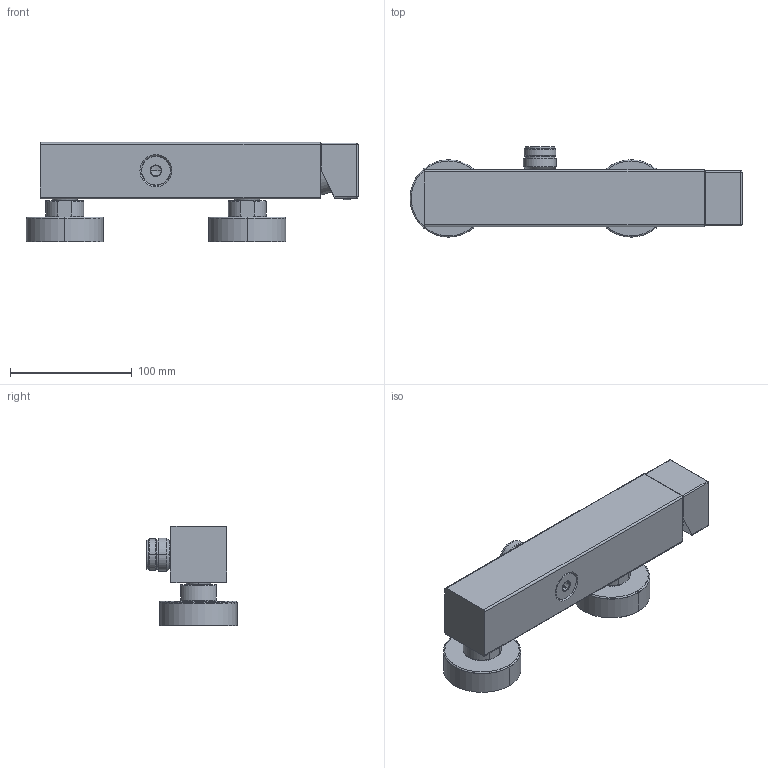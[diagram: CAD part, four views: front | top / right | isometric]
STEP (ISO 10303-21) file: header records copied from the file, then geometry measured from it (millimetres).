
FILE_DESCRIPTION((''),'2;1');
FILE_NAME('LEC168RCR','2021-11-02T16:54:59',('ut3'),('PAFFONI SpA'),'CREO PARAMETRIC BY PTC INC, 2020044','CREO PARAMETRIC BY PTC INC, 2020044','');
FILE_SCHEMA(('CONFIG_CONTROL_DESIGN','SHAPE_APPEARANCE_LAYERS_GROUPS'));
Products named in the file (1): LEC168RCR
Bounding box: 272.75 x 74 x 81.5 mm (x, y, z)
Volume: 265474.4 mm3; surface area: 169590.9 mm2
Topology: 1 solids, 1 shells, 1559 faces, 4018 edges, 2502 vertices
Faces by surface type: plane 762, cylinder 469, torus 145, cone 92, sphere 67, bspline 24
Entity records: 63539 total; most frequent: CARTESIAN_POINT 14589, DIRECTION 8012, ORIENTED_EDGE 8000, EDGE_CURVE 4000, AXIS2_PLACEMENT_3D 2977, VERTEX_POINT 2502, VECTOR 2058, LINE 2058
